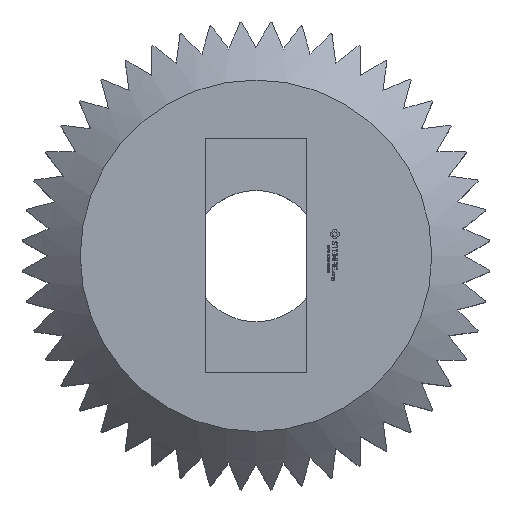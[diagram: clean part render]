
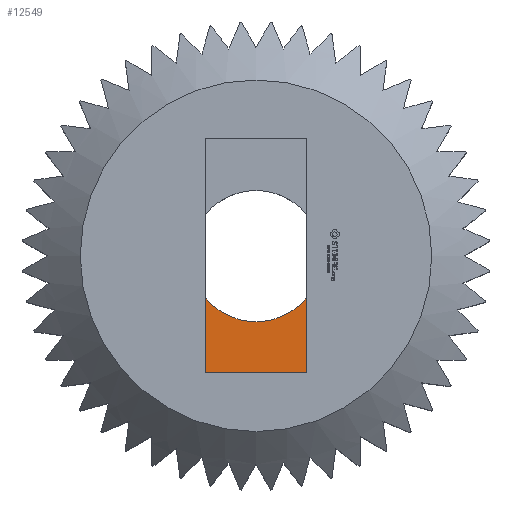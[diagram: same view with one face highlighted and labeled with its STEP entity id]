
A CAD part, top view. The second image highlights one B-rep face of the part: STEP entity #12549.
In plain terms, the highlighted planar face has unit normal (0, 0, 1).
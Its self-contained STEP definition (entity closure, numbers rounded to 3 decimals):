
#252 = CYLINDRICAL_SURFACE('',#253,3.5);
#253 = AXIS2_PLACEMENT_3D('',#254,#255,#256);
#254 = CARTESIAN_POINT('',(0.,0.,3.125
    ));
#255 = DIRECTION('',(0.,0.,1.));
#256 = DIRECTION('',(1.,0.,0.));
#310 = PLANE('',#311);
#311 = AXIS2_PLACEMENT_3D('',#312,#313,#314);
#312 = CARTESIAN_POINT('',(-2.7,0.,6.86));
#313 = DIRECTION('',(1.,0.,0.));
#314 = DIRECTION('',(0.,0.,1.));
#368 = PLANE('',#369);
#369 = AXIS2_PLACEMENT_3D('',#370,#371,#372);
#370 = CARTESIAN_POINT('',(2.7,0.,6.86));
#371 = DIRECTION('',(-1.,0.,0.));
#372 = DIRECTION('',(0.,0.,-1.));
#4907 = VERTEX_POINT('',#4908);
#4908 = CARTESIAN_POINT('',(2.7,-2.227,3.125));
#4929 = EDGE_CURVE('',#4930,#4907,#4932,.T.);
#4930 = VERTEX_POINT('',#4931);
#4931 = CARTESIAN_POINT('',(-2.7,-2.227,3.125));
#4932 = SURFACE_CURVE('',#4933,(#4938,#4945),.PCURVE_S1.);
#4933 = CIRCLE('',#4934,3.5);
#4934 = AXIS2_PLACEMENT_3D('',#4935,#4936,#4937);
#4935 = CARTESIAN_POINT('',(0.,0.,
    3.125));
#4936 = DIRECTION('',(0.,0.,1.));
#4937 = DIRECTION('',(1.,0.,0.));
#4938 = PCURVE('',#252,#4939);
#4939 = DEFINITIONAL_REPRESENTATION('',(#4940),#4944);
#4940 = LINE('',#4941,#4942);
#4941 = CARTESIAN_POINT('',(0.,0.));
#4942 = VECTOR('',#4943,1.);
#4943 = DIRECTION('',(1.,0.));
#4944 = ( GEOMETRIC_REPRESENTATION_CONTEXT(2) 
PARAMETRIC_REPRESENTATION_CONTEXT() REPRESENTATION_CONTEXT('2D SPACE',''
  ) );
#4945 = PCURVE('',#4946,#4951);
#4946 = PLANE('',#4947);
#4947 = AXIS2_PLACEMENT_3D('',#4948,#4949,#4950);
#4948 = CARTESIAN_POINT('',(0.,0.,
    3.125));
#4949 = DIRECTION('',(0.,0.,1.));
#4950 = DIRECTION('',(1.,0.,0.));
#4951 = DEFINITIONAL_REPRESENTATION('',(#4952),#4956);
#4952 = CIRCLE('',#4953,3.5);
#4953 = AXIS2_PLACEMENT_2D('',#4954,#4955);
#4954 = CARTESIAN_POINT('',(0.,0.));
#4955 = DIRECTION('',(1.,0.));
#4956 = ( GEOMETRIC_REPRESENTATION_CONTEXT(2) 
PARAMETRIC_REPRESENTATION_CONTEXT() REPRESENTATION_CONTEXT('2D SPACE',''
  ) );
#12549 = ADVANCED_FACE('',(#12550),#4946,.T.);
#12550 = FACE_BOUND('',#12551,.T.);
#12551 = EDGE_LOOP('',(#12552,#12553,#12576,#12604));
#12552 = ORIENTED_EDGE('',*,*,#4929,.F.);
#12553 = ORIENTED_EDGE('',*,*,#12554,.F.);
#12554 = EDGE_CURVE('',#12555,#4930,#12557,.T.);
#12555 = VERTEX_POINT('',#12556);
#12556 = CARTESIAN_POINT('',(-2.7,-6.25,3.125));
#12557 = SURFACE_CURVE('',#12558,(#12562,#12569),.PCURVE_S1.);
#12558 = LINE('',#12559,#12560);
#12559 = CARTESIAN_POINT('',(-2.7,-6.25,3.125));
#12560 = VECTOR('',#12561,1.);
#12561 = DIRECTION('',(0.,1.,0.));
#12562 = PCURVE('',#4946,#12563);
#12563 = DEFINITIONAL_REPRESENTATION('',(#12564),#12568);
#12564 = LINE('',#12565,#12566);
#12565 = CARTESIAN_POINT('',(-2.7,-6.25));
#12566 = VECTOR('',#12567,1.);
#12567 = DIRECTION('',(0.,1.));
#12568 = ( GEOMETRIC_REPRESENTATION_CONTEXT(2) 
PARAMETRIC_REPRESENTATION_CONTEXT() REPRESENTATION_CONTEXT('2D SPACE',''
  ) );
#12569 = PCURVE('',#310,#12570);
#12570 = DEFINITIONAL_REPRESENTATION('',(#12571),#12575);
#12571 = LINE('',#12572,#12573);
#12572 = CARTESIAN_POINT('',(-3.735,6.25));
#12573 = VECTOR('',#12574,1.);
#12574 = DIRECTION('',(0.,-1.));
#12575 = ( GEOMETRIC_REPRESENTATION_CONTEXT(2) 
PARAMETRIC_REPRESENTATION_CONTEXT() REPRESENTATION_CONTEXT('2D SPACE',''
  ) );
#12576 = ORIENTED_EDGE('',*,*,#12577,.F.);
#12577 = EDGE_CURVE('',#12578,#12555,#12580,.T.);
#12578 = VERTEX_POINT('',#12579);
#12579 = CARTESIAN_POINT('',(2.7,-6.25,3.125));
#12580 = SURFACE_CURVE('',#12581,(#12585,#12592),.PCURVE_S1.);
#12581 = LINE('',#12582,#12583);
#12582 = CARTESIAN_POINT('',(2.7,-6.25,3.125));
#12583 = VECTOR('',#12584,1.);
#12584 = DIRECTION('',(-1.,0.,0.));
#12585 = PCURVE('',#4946,#12586);
#12586 = DEFINITIONAL_REPRESENTATION('',(#12587),#12591);
#12587 = LINE('',#12588,#12589);
#12588 = CARTESIAN_POINT('',(2.7,-6.25));
#12589 = VECTOR('',#12590,1.);
#12590 = DIRECTION('',(-1.,0.));
#12591 = ( GEOMETRIC_REPRESENTATION_CONTEXT(2) 
PARAMETRIC_REPRESENTATION_CONTEXT() REPRESENTATION_CONTEXT('2D SPACE',''
  ) );
#12592 = PCURVE('',#12593,#12598);
#12593 = PLANE('',#12594);
#12594 = AXIS2_PLACEMENT_3D('',#12595,#12596,#12597);
#12595 = CARTESIAN_POINT('',(2.7,-6.25,3.125));
#12596 = DIRECTION('',(0.,-1.,0.));
#12597 = DIRECTION('',(-1.,0.,0.));
#12598 = DEFINITIONAL_REPRESENTATION('',(#12599),#12603);
#12599 = LINE('',#12600,#12601);
#12600 = CARTESIAN_POINT('',(0.,0.));
#12601 = VECTOR('',#12602,1.);
#12602 = DIRECTION('',(1.,0.));
#12603 = ( GEOMETRIC_REPRESENTATION_CONTEXT(2) 
PARAMETRIC_REPRESENTATION_CONTEXT() REPRESENTATION_CONTEXT('2D SPACE',''
  ) );
#12604 = ORIENTED_EDGE('',*,*,#12605,.F.);
#12605 = EDGE_CURVE('',#4907,#12578,#12606,.T.);
#12606 = SURFACE_CURVE('',#12607,(#12611,#12618),.PCURVE_S1.);
#12607 = LINE('',#12608,#12609);
#12608 = CARTESIAN_POINT('',(2.7,6.25,3.125));
#12609 = VECTOR('',#12610,1.);
#12610 = DIRECTION('',(0.,-1.,0.));
#12611 = PCURVE('',#4946,#12612);
#12612 = DEFINITIONAL_REPRESENTATION('',(#12613),#12617);
#12613 = LINE('',#12614,#12615);
#12614 = CARTESIAN_POINT('',(2.7,6.25));
#12615 = VECTOR('',#12616,1.);
#12616 = DIRECTION('',(0.,-1.));
#12617 = ( GEOMETRIC_REPRESENTATION_CONTEXT(2) 
PARAMETRIC_REPRESENTATION_CONTEXT() REPRESENTATION_CONTEXT('2D SPACE',''
  ) );
#12618 = PCURVE('',#368,#12619);
#12619 = DEFINITIONAL_REPRESENTATION('',(#12620),#12624);
#12620 = LINE('',#12621,#12622);
#12621 = CARTESIAN_POINT('',(3.735,-6.25));
#12622 = VECTOR('',#12623,1.);
#12623 = DIRECTION('',(0.,1.));
#12624 = ( GEOMETRIC_REPRESENTATION_CONTEXT(2) 
PARAMETRIC_REPRESENTATION_CONTEXT() REPRESENTATION_CONTEXT('2D SPACE',''
  ) );
